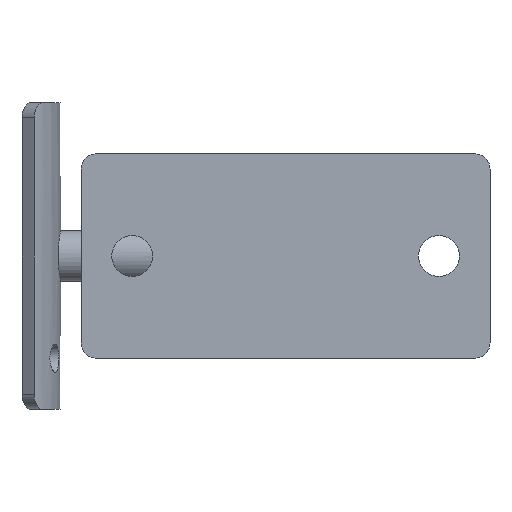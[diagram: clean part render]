
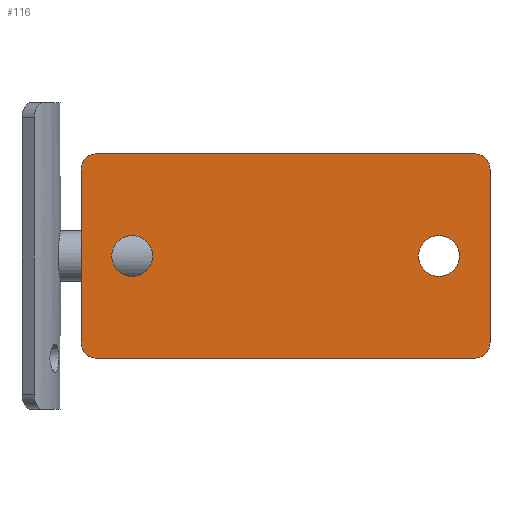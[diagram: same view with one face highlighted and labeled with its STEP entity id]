
A CAD part, left-side view. The second image highlights one B-rep face of the part: STEP entity #116.
In plain terms, the highlighted planar face has unit normal (-1, 0, 0).
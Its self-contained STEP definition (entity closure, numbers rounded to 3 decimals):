
#1 = EDGE_CURVE ( 'NONE', #1299, #1437, #786, .T. ) ;
#4 = DIRECTION ( 'NONE',  ( 1., 0., 0. ) ) ;
#61 = VERTEX_POINT ( 'NONE', #86 ) ;
#70 = VECTOR ( 'NONE', #913, 1000. ) ;
#86 = CARTESIAN_POINT ( 'NONE',  ( 0., -37., 20. ) ) ;
#97 = CARTESIAN_POINT ( 'NONE',  ( 0., 37., -20. ) ) ;
#98 = VECTOR ( 'NONE', #820, 1000. ) ;
#109 = ORIENTED_EDGE ( 'NONE', *, *, #1373, .T. ) ;
#115 = ORIENTED_EDGE ( 'NONE', *, *, #630, .F. ) ;
#116 = ADVANCED_FACE ( 'NONE', ( #395, #1478, #843 ), #1105, .F. ) ;
#129 = EDGE_CURVE ( 'NONE', #1406, #1462, #883, .T. ) ;
#142 = ORIENTED_EDGE ( 'NONE', *, *, #1140, .F. ) ;
#143 = CARTESIAN_POINT ( 'NONE',  ( 0., 30., 0. ) ) ;
#168 = VERTEX_POINT ( 'NONE', #1486 ) ;
#197 = CARTESIAN_POINT ( 'NONE',  ( 0., -40., 17. ) ) ;
#202 = CARTESIAN_POINT ( 'NONE',  ( 0., -37., -17. ) ) ;
#217 = CARTESIAN_POINT ( 'NONE',  ( 0., 30., -4. ) ) ;
#247 = CARTESIAN_POINT ( 'NONE',  ( 0., 30., 0. ) ) ;
#269 = CARTESIAN_POINT ( 'NONE',  ( 0., 40., -17. ) ) ;
#309 = ORIENTED_EDGE ( 'NONE', *, *, #1, .T. ) ;
#350 = VECTOR ( 'NONE', #578, 1000. ) ;
#377 = CIRCLE ( 'NONE', #1266, 3. ) ;
#383 = EDGE_CURVE ( 'NONE', #1437, #1299, #565, .T. ) ;
#395 = FACE_OUTER_BOUND ( 'NONE', #1117, .T. ) ;
#404 = AXIS2_PLACEMENT_3D ( 'NONE', #143, #852, #1224 ) ;
#413 = DIRECTION ( 'NONE',  ( 0., 0., -1. ) ) ;
#416 = CARTESIAN_POINT ( 'NONE',  ( 0., 37., 17. ) ) ;
#448 = VERTEX_POINT ( 'NONE', #1465 ) ;
#451 = DIRECTION ( 'NONE',  ( 1., 0., 0. ) ) ;
#482 = AXIS2_PLACEMENT_3D ( 'NONE', #1127, #1332, #1474 ) ;
#515 = EDGE_LOOP ( 'NONE', ( #1357, #109 ) ) ;
#537 = CARTESIAN_POINT ( 'NONE',  ( 0., -30., 0. ) ) ;
#546 = CARTESIAN_POINT ( 'NONE',  ( 0., -30., 0. ) ) ;
#548 = DIRECTION ( 'NONE',  ( 1., 0., 0. ) ) ;
#564 = ORIENTED_EDGE ( 'NONE', *, *, #383, .T. ) ;
#565 = CIRCLE ( 'NONE', #758, 4. ) ;
#578 = DIRECTION ( 'NONE',  ( 0., 0., 1. ) ) ;
#594 = CARTESIAN_POINT ( 'NONE',  ( 0., -37., -20. ) ) ;
#599 = ORIENTED_EDGE ( 'NONE', *, *, #1341, .F. ) ;
#604 = DIRECTION ( 'NONE',  ( 0., 0., -1. ) ) ;
#615 = CARTESIAN_POINT ( 'NONE',  ( 0., -37., 17. ) ) ;
#630 = EDGE_CURVE ( 'NONE', #448, #1217, #1215, .T. ) ;
#637 = CIRCLE ( 'NONE', #482, 3. ) ;
#662 = ORIENTED_EDGE ( 'NONE', *, *, #682, .F. ) ;
#671 = LINE ( 'NONE', #686, #70 ) ;
#680 = CARTESIAN_POINT ( 'NONE',  ( 0., 37., 20. ) ) ;
#682 = EDGE_CURVE ( 'NONE', #1255, #168, #1175, .T. ) ;
#686 = CARTESIAN_POINT ( 'NONE',  ( 0., -40., 17. ) ) ;
#692 = EDGE_CURVE ( 'NONE', #892, #448, #1071, .T. ) ;
#758 = AXIS2_PLACEMENT_3D ( 'NONE', #537, #1060, #1014 ) ;
#782 = CIRCLE ( 'NONE', #404, 4. ) ;
#786 = CIRCLE ( 'NONE', #886, 4. ) ;
#805 = AXIS2_PLACEMENT_3D ( 'NONE', #416, #894, #930 ) ;
#820 = DIRECTION ( 'NONE',  ( 0., 1., 0. ) ) ;
#821 = CARTESIAN_POINT ( 'NONE',  ( 0., -30., -4. ) ) ;
#843 = FACE_BOUND ( 'NONE', #868, .T. ) ;
#852 = DIRECTION ( 'NONE',  ( 1., 0., 0. ) ) ;
#854 = AXIS2_PLACEMENT_3D ( 'NONE', #1149, #548, #1027 ) ;
#868 = EDGE_LOOP ( 'NONE', ( #309, #564 ) ) ;
#883 = CIRCLE ( 'NONE', #911, 4. ) ;
#886 = AXIS2_PLACEMENT_3D ( 'NONE', #546, #1038, #413 ) ;
#892 = VERTEX_POINT ( 'NONE', #269 ) ;
#894 = DIRECTION ( 'NONE',  ( 1., 0., 0. ) ) ;
#911 = AXIS2_PLACEMENT_3D ( 'NONE', #247, #4, #604 ) ;
#913 = DIRECTION ( 'NONE',  ( 0., 0., -1. ) ) ;
#930 = DIRECTION ( 'NONE',  ( 0., 0., -1. ) ) ;
#936 = AXIS2_PLACEMENT_3D ( 'NONE', #615, #971, #1222 ) ;
#952 = ORIENTED_EDGE ( 'NONE', *, *, #1546, .F. ) ;
#971 = DIRECTION ( 'NONE',  ( 1., 0., 0. ) ) ;
#1014 = DIRECTION ( 'NONE',  ( 0., 0., -1. ) ) ;
#1027 = DIRECTION ( 'NONE',  ( 0., 0., 1. ) ) ;
#1032 = VERTEX_POINT ( 'NONE', #197 ) ;
#1038 = DIRECTION ( 'NONE',  ( 1., 0., 0. ) ) ;
#1060 = DIRECTION ( 'NONE',  ( 1., 0., 0. ) ) ;
#1065 = EDGE_CURVE ( 'NONE', #1032, #1410, #671, .T. ) ;
#1071 = LINE ( 'NONE', #1402, #350 ) ;
#1086 = CARTESIAN_POINT ( 'NONE',  ( 0., 37., 20. ) ) ;
#1105 = PLANE ( 'NONE',  #936 ) ;
#1117 = EDGE_LOOP ( 'NONE', ( #599, #1375, #115, #1161, #142, #662, #952, #1521 ) ) ;
#1127 = CARTESIAN_POINT ( 'NONE',  ( 0., -37., 17. ) ) ;
#1140 = EDGE_CURVE ( 'NONE', #168, #892, #1442, .T. ) ;
#1149 = CARTESIAN_POINT ( 'NONE',  ( 0., 37., -17. ) ) ;
#1161 = ORIENTED_EDGE ( 'NONE', *, *, #692, .F. ) ;
#1175 = LINE ( 'NONE', #97, #98 ) ;
#1183 = CARTESIAN_POINT ( 'NONE',  ( 0., 30., 4. ) ) ;
#1215 = CIRCLE ( 'NONE', #805, 3. ) ;
#1217 = VERTEX_POINT ( 'NONE', #1086 ) ;
#1222 = DIRECTION ( 'NONE',  ( 0., 0., -1. ) ) ;
#1224 = DIRECTION ( 'NONE',  ( 0., 0., -1. ) ) ;
#1239 = VECTOR ( 'NONE', #1429, 1000. ) ;
#1255 = VERTEX_POINT ( 'NONE', #594 ) ;
#1266 = AXIS2_PLACEMENT_3D ( 'NONE', #202, #451, #1404 ) ;
#1299 = VERTEX_POINT ( 'NONE', #1342 ) ;
#1332 = DIRECTION ( 'NONE',  ( 1., 0., 0. ) ) ;
#1341 = EDGE_CURVE ( 'NONE', #61, #1032, #637, .T. ) ;
#1342 = CARTESIAN_POINT ( 'NONE',  ( 0., -30., 4. ) ) ;
#1357 = ORIENTED_EDGE ( 'NONE', *, *, #129, .T. ) ;
#1373 = EDGE_CURVE ( 'NONE', #1462, #1406, #782, .T. ) ;
#1375 = ORIENTED_EDGE ( 'NONE', *, *, #1439, .F. ) ;
#1402 = CARTESIAN_POINT ( 'NONE',  ( 0., 40., 17. ) ) ;
#1404 = DIRECTION ( 'NONE',  ( 0., 0., -1. ) ) ;
#1406 = VERTEX_POINT ( 'NONE', #1183 ) ;
#1410 = VERTEX_POINT ( 'NONE', #1496 ) ;
#1429 = DIRECTION ( 'NONE',  ( 0., -1., 0. ) ) ;
#1437 = VERTEX_POINT ( 'NONE', #821 ) ;
#1439 = EDGE_CURVE ( 'NONE', #1217, #61, #1555, .T. ) ;
#1442 = CIRCLE ( 'NONE', #854, 3. ) ;
#1462 = VERTEX_POINT ( 'NONE', #217 ) ;
#1465 = CARTESIAN_POINT ( 'NONE',  ( 0., 40., 17. ) ) ;
#1474 = DIRECTION ( 'NONE',  ( 0., 0., -1. ) ) ;
#1478 = FACE_BOUND ( 'NONE', #515, .T. ) ;
#1486 = CARTESIAN_POINT ( 'NONE',  ( 0., 37., -20. ) ) ;
#1496 = CARTESIAN_POINT ( 'NONE',  ( 0., -40., -17. ) ) ;
#1521 = ORIENTED_EDGE ( 'NONE', *, *, #1065, .F. ) ;
#1546 = EDGE_CURVE ( 'NONE', #1410, #1255, #377, .T. ) ;
#1555 = LINE ( 'NONE', #680, #1239 ) ;
